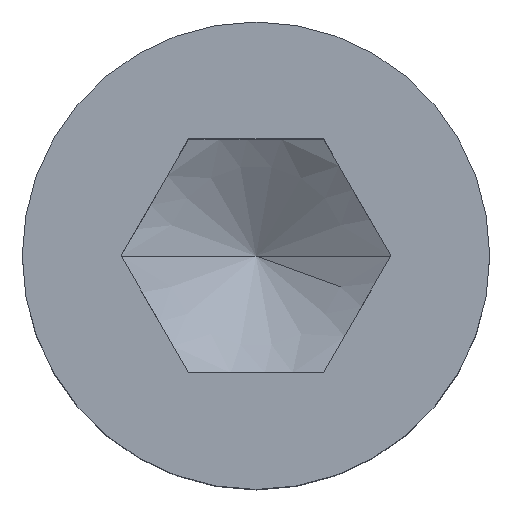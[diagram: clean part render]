
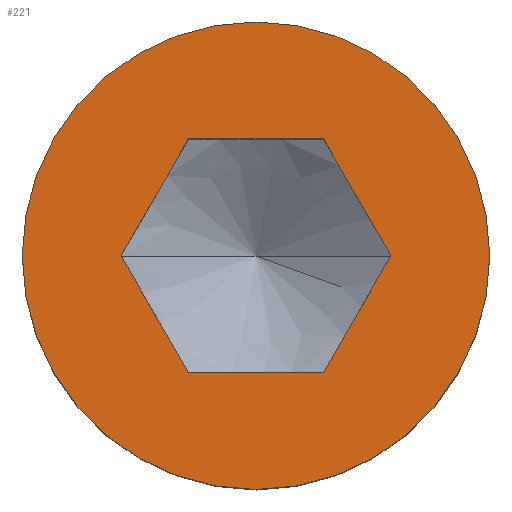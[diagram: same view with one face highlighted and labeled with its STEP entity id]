
A CAD part, top view. The second image highlights one B-rep face of the part: STEP entity #221.
In plain terms, the highlighted planar face has unit normal (0, 0, 1).
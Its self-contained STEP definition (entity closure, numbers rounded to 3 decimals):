
#135=EDGE_CURVE('',#227,#271,#346,.T.);
#159=VERTEX_POINT('',#373);
#161=VERTEX_POINT('',#375);
#175=EDGE_CURVE('',#309,#211,#391,.T.);
#199=EDGE_CURVE('',#211,#261,#419,.T.);
#211=VERTEX_POINT('',#432);
#221=ADVANCED_FACE('',(#445,#446),#447,.T.);
#227=VERTEX_POINT('',#454);
#245=EDGE_CURVE('',#271,#227,#474,.T.);
#249=EDGE_CURVE('',#261,#161,#478,.T.);
#261=VERTEX_POINT('',#490);
#271=VERTEX_POINT('',#501);
#299=EDGE_CURVE('',#161,#159,#533,.T.);
#305=EDGE_CURVE('',#317,#309,#539,.T.);
#309=VERTEX_POINT('',#543);
#315=EDGE_CURVE('',#159,#317,#550,.T.);
#317=VERTEX_POINT('',#552);
#346=CIRCLE('',#575,8.);
#373=CARTESIAN_POINT('',(2.309,-4.0,10.0));
#375=CARTESIAN_POINT('',(4.619,0.0,10.0));
#391=LINE('',#628,#629);
#419=LINE('',#673,#674);
#432=CARTESIAN_POINT('',(-2.309,4.0,10.0));
#445=FACE_BOUND('',#712,.T.);
#446=FACE_OUTER_BOUND('',#713,.T.);
#447=PLANE('',#714);
#454=CARTESIAN_POINT('',(8.0,0.,10.));
#474=CIRCLE('',#757,8.);
#478=LINE('',#764,#765);
#490=CARTESIAN_POINT('',(2.309,4.0,10.0));
#501=CARTESIAN_POINT('',(-8.,0.,10.));
#533=LINE('',#859,#860);
#539=LINE('',#871,#872);
#543=CARTESIAN_POINT('',(-4.619,0.0,10.0));
#550=LINE('',#894,#895);
#552=CARTESIAN_POINT('',(-2.309,-4.0,10.0));
#575=AXIS2_PLACEMENT_3D('',#903,#904,#905);
#628=CARTESIAN_POINT('',(-2.887,3.,10.0));
#629=VECTOR('',#962,1.0);
#673=CARTESIAN_POINT('',(1.155,4.0,10.0));
#674=VECTOR('',#1001,1.0);
#712=EDGE_LOOP('',(#1036,#1037,#1038,#1039,#1040,#1041));
#713=EDGE_LOOP('',(#1042,#1043));
#714=AXIS2_PLACEMENT_3D('',#1044,#1045,#1046);
#757=AXIS2_PLACEMENT_3D('',#1068,#1069,#1070);
#764=CARTESIAN_POINT('',(4.041,1.0,10.0));
#765=VECTOR('',#1072,1.0);
#859=CARTESIAN_POINT('',(2.887,-3.0,10.0));
#860=VECTOR('',#1136,1.0);
#871=CARTESIAN_POINT('',(-4.041,-1.,10.0));
#872=VECTOR('',#1139,1.0);
#894=CARTESIAN_POINT('',(-1.155,-4.0,10.0));
#895=VECTOR('',#1148,1.0);
#903=CARTESIAN_POINT('',(0.,0.,10.));
#904=DIRECTION('',(0.0,0.0,1.0));
#905=DIRECTION('',(-1.0,0.,0.0));
#962=DIRECTION('',(0.5,0.866,0.0));
#1001=DIRECTION('',(1.0,0.0,0.0));
#1036=ORIENTED_EDGE('',*,*,#305,.T.);
#1037=ORIENTED_EDGE('',*,*,#175,.T.);
#1038=ORIENTED_EDGE('',*,*,#199,.T.);
#1039=ORIENTED_EDGE('',*,*,#249,.T.);
#1040=ORIENTED_EDGE('',*,*,#299,.T.);
#1041=ORIENTED_EDGE('',*,*,#315,.T.);
#1042=ORIENTED_EDGE('',*,*,#245,.T.);
#1043=ORIENTED_EDGE('',*,*,#135,.T.);
#1044=CARTESIAN_POINT('',(-6.31,0.,10.));
#1045=DIRECTION('',(0.0,0.0,1.0));
#1046=DIRECTION('',(-1.0,0.,0.0));
#1068=CARTESIAN_POINT('',(0.,0.,10.));
#1069=DIRECTION('',(0.0,0.0,1.0));
#1070=DIRECTION('',(-1.0,0.,0.0));
#1072=DIRECTION('',(0.5,-0.866,0.0));
#1136=DIRECTION('',(-0.5,-0.866,0.0));
#1139=DIRECTION('',(-0.5,0.866,0.0));
#1148=DIRECTION('',(-1.0,0.0,0.0));
